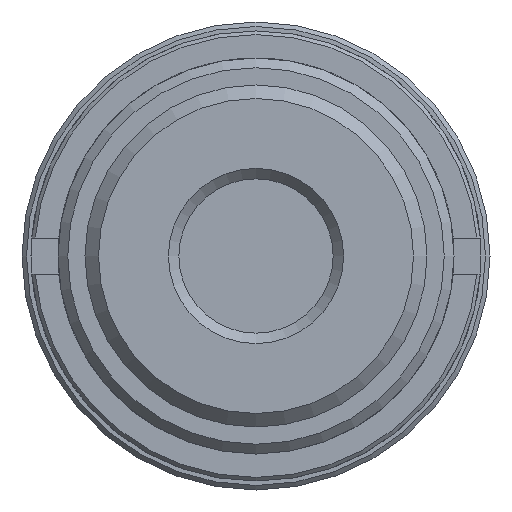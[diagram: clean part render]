
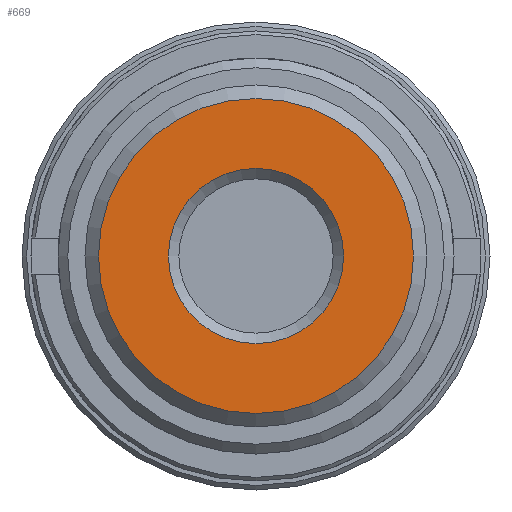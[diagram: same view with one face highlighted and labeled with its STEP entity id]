
A CAD part, front view. The second image highlights one B-rep face of the part: STEP entity #669.
In plain terms, the highlighted planar face has unit normal (0, -1, 0).
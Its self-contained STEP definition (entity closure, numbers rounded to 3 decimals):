
#56=CIRCLE('',#721,4.864);
#57=CIRCLE('',#722,8.75);
#131=ORIENTED_EDGE('',*,*,#209,.F.);
#132=ORIENTED_EDGE('',*,*,#210,.T.);
#209=EDGE_CURVE('',#250,#250,#56,.T.);
#210=EDGE_CURVE('',#251,#251,#57,.T.);
#250=VERTEX_POINT('',#988);
#251=VERTEX_POINT('',#990);
#316=EDGE_LOOP('',(#131));
#317=EDGE_LOOP('',(#132));
#370=FACE_BOUND('',#316,.T.);
#371=FACE_BOUND('',#317,.T.);
#417=PLANE('',#720);
#669=ADVANCED_FACE('',(#370,#371),#417,.F.);
#720=AXIS2_PLACEMENT_3D('',#986,#828,#829);
#721=AXIS2_PLACEMENT_3D('',#987,#830,#831);
#722=AXIS2_PLACEMENT_3D('',#989,#832,#833);
#828=DIRECTION('',(0.,1.,0.));
#829=DIRECTION('',(0.,0.,1.));
#830=DIRECTION('',(0.,-1.,0.));
#831=DIRECTION('',(0.,0.,-1.));
#832=DIRECTION('',(0.,-1.,0.));
#833=DIRECTION('',(0.,0.,-1.));
#986=CARTESIAN_POINT('',(8.75,0.,0.));
#987=CARTESIAN_POINT('',(0.,0.,0.));
#988=CARTESIAN_POINT('',(0.,0.,-4.864));
#989=CARTESIAN_POINT('',(0.,0.,0.));
#990=CARTESIAN_POINT('',(0.,0.,-8.75));
